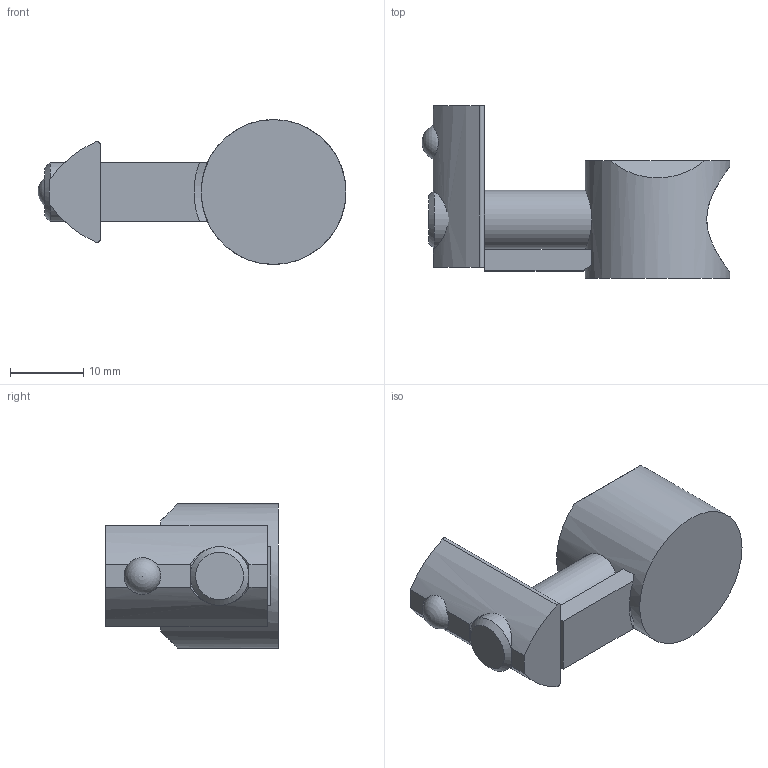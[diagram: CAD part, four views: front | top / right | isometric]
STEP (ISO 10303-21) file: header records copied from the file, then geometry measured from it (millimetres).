
FILE_DESCRIPTION(/* description */ ('STEP AP214'),/* implementation_level */ '2;1');
FILE_NAME(/* name */ '099A0840S01',/* time_stamp */ '2025-01-22T10:01:30+01:00',/* author */ ('License CC BY-ND 4.0'),/* organization */ ('CADENAS'),/* preprocessor_version */ 'ST-DEVELOPER v19.3',/* originating_system */ 'PARTsolutions',/* authorisation */ ' ');
FILE_SCHEMA (('AUTOMOTIVE_DESIGN {1 0 10303 214 3 1 1}'));
Length unit declared in the file: millimetre
Products named in the file (4): 099A0840S01; 099A0840S01-1; 099A0840S01-Screw; 099A0840S01-T-slot nut
Assembly tree (3 placements, depth 2):
  099A0840S01
    099A0840S01-1
    099A0840S01-Screw
    099A0840S01-T-slot nut
Bounding box: 41.9 x 23.5 x 19.7 mm (x, y, z)
Volume: 6173.4 mm3; surface area: 4537.4 mm2
Topology: 3 solids, 3 shells, 52 faces, 122 edges, 77 vertices
Faces by surface type: plane 31, cylinder 10, torus 5, cone 5, sphere 1
Full cylindrical faces by diameter (mm): 5 x1, 6.647 x1, 8 x1, 8.2 x1, 19.7 x1
Entity records: 1530 total; most frequent: CARTESIAN_POINT 319, DIRECTION 242, ORIENTED_EDGE 200, EDGE_CURVE 100, AXIS2_PLACEMENT_3D 95, FACE_BOUND 73, EDGE_LOOP 72, VERTEX_POINT 71
